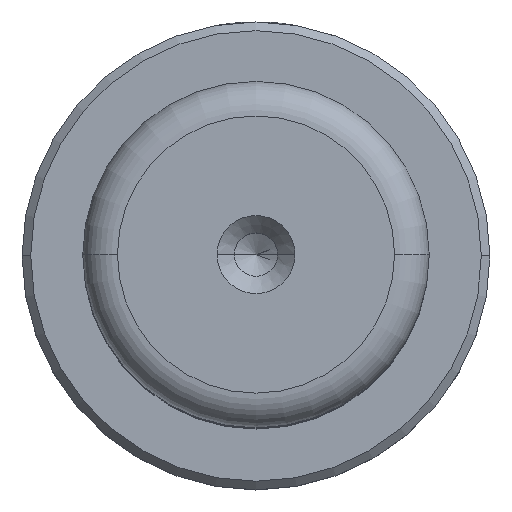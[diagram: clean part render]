
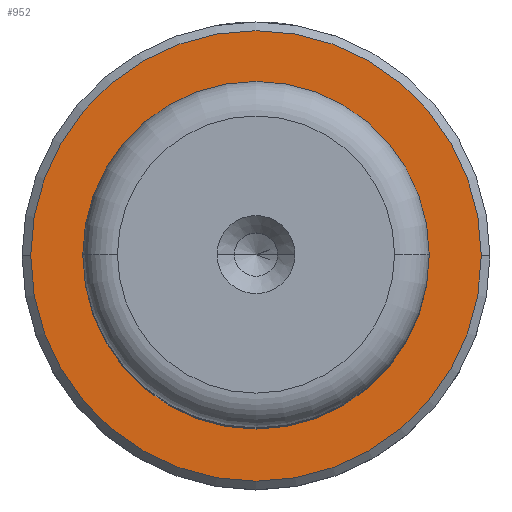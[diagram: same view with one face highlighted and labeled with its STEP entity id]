
A CAD part, top view. The second image highlights one B-rep face of the part: STEP entity #952.
In plain terms, the highlighted planar face has unit normal (0, 0, 1).
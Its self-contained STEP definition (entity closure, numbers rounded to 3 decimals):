
#78 = EDGE_CURVE ( 'NONE', #2078, #1156, #1970, .T. ) ;
#297 = AXIS2_PLACEMENT_3D ( 'NONE', #1862, #680, #2056 ) ;
#395 = DIRECTION ( 'NONE',  ( 0., 0., 1. ) ) ;
#406 = CARTESIAN_POINT ( 'NONE',  ( 0., 0., 18. ) ) ;
#415 = CIRCLE ( 'NONE', #1295, 13. ) ;
#440 = ORIENTED_EDGE ( 'NONE', *, *, #78, .T. ) ;
#564 = CARTESIAN_POINT ( 'NONE',  ( -9.495, 0., 18. ) ) ;
#608 = DIRECTION ( 'NONE',  ( -1., 0., 0. ) ) ;
#610 = DIRECTION ( 'NONE',  ( 1., 0., 0. ) ) ;
#680 = DIRECTION ( 'NONE',  ( 0., 0., -1. ) ) ;
#699 = EDGE_CURVE ( 'NONE', #1156, #2078, #415, .T. ) ;
#720 = DIRECTION ( 'NONE',  ( 0., 0., 1. ) ) ;
#819 = CIRCLE ( 'NONE', #297, 9.495 ) ;
#825 = DIRECTION ( 'NONE',  ( 0., 0., 1. ) ) ;
#902 = ORIENTED_EDGE ( 'NONE', *, *, #1267, .T. ) ;
#952 = ADVANCED_FACE ( 'NONE', ( #1905, #2356 ), #1883, .T. ) ;
#1054 = AXIS2_PLACEMENT_3D ( 'NONE', #406, #1793, #608 ) ;
#1156 = VERTEX_POINT ( 'NONE', #1827 ) ;
#1202 = CARTESIAN_POINT ( 'NONE',  ( 0., 0., 18. ) ) ;
#1267 = EDGE_CURVE ( 'NONE', #2257, #1986, #819, .T. ) ;
#1295 = AXIS2_PLACEMENT_3D ( 'NONE', #1562, #395, #1777 ) ;
#1335 = AXIS2_PLACEMENT_3D ( 'NONE', #1202, #825, #610 ) ;
#1422 = ORIENTED_EDGE ( 'NONE', *, *, #699, .T. ) ;
#1463 = CARTESIAN_POINT ( 'NONE',  ( 0., 0., 18. ) ) ;
#1562 = CARTESIAN_POINT ( 'NONE',  ( 0., 0., 18. ) ) ;
#1631 = CARTESIAN_POINT ( 'NONE',  ( 9.495, 0., 18. ) ) ;
#1777 = DIRECTION ( 'NONE',  ( 1., 0., 0. ) ) ;
#1793 = DIRECTION ( 'NONE',  ( 0., 0., -1. ) ) ;
#1827 = CARTESIAN_POINT ( 'NONE',  ( 13., 0., 18. ) ) ;
#1862 = CARTESIAN_POINT ( 'NONE',  ( 0., 0., 18. ) ) ;
#1883 = PLANE ( 'NONE',  #1916 ) ;
#1905 = FACE_OUTER_BOUND ( 'NONE', #1920, .T. ) ;
#1916 = AXIS2_PLACEMENT_3D ( 'NONE', #1463, #720, #2097 ) ;
#1920 = EDGE_LOOP ( 'NONE', ( #440, #1422 ) ) ;
#1970 = CIRCLE ( 'NONE', #1335, 13. ) ;
#1986 = VERTEX_POINT ( 'NONE', #564 ) ;
#2056 = DIRECTION ( 'NONE',  ( -1., 0., 0. ) ) ;
#2077 = EDGE_CURVE ( 'NONE', #1986, #2257, #2089, .T. ) ;
#2078 = VERTEX_POINT ( 'NONE', #2176 ) ;
#2089 = CIRCLE ( 'NONE', #1054, 9.495 ) ;
#2097 = DIRECTION ( 'NONE',  ( 1., 0., 0. ) ) ;
#2176 = CARTESIAN_POINT ( 'NONE',  ( -13., 0., 18. ) ) ;
#2187 = ORIENTED_EDGE ( 'NONE', *, *, #2077, .T. ) ;
#2257 = VERTEX_POINT ( 'NONE', #1631 ) ;
#2356 = FACE_BOUND ( 'NONE', #2385, .T. ) ;
#2385 = EDGE_LOOP ( 'NONE', ( #2187, #902 ) ) ;
